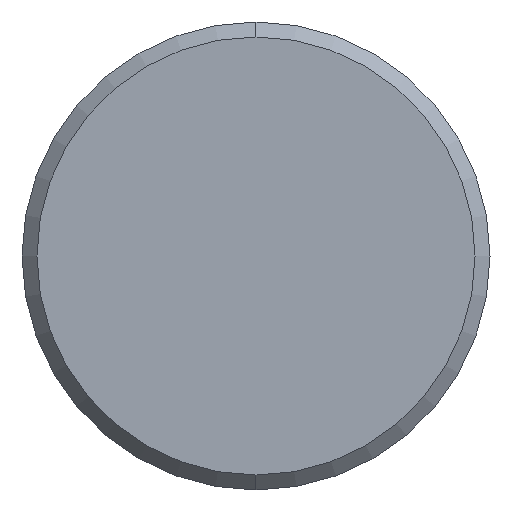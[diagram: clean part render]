
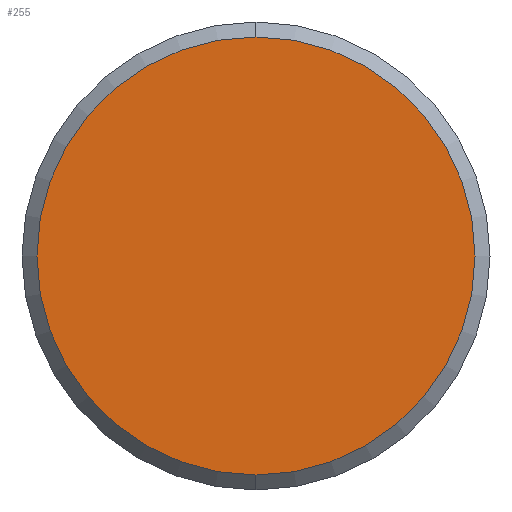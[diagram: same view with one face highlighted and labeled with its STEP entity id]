
A CAD part, left-side view. The second image highlights one B-rep face of the part: STEP entity #255.
In plain terms, the highlighted planar face has unit normal (-1, 0, 0).
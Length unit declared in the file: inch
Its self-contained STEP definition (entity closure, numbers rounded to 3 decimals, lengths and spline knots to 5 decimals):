
#214 = DIRECTION ( 'NONE',  ( -1., 0., 0. ) ) ;
#255 = ADVANCED_FACE ( 'NONE', ( #2552 ), #1649, .T. ) ;
#266 = AXIS2_PLACEMENT_3D ( 'NONE', #1771, #1469, #1687 ) ;
#324 = ORIENTED_EDGE ( 'NONE', *, *, #429, .T. ) ;
#408 = CARTESIAN_POINT ( 'NONE',  ( 0., 0., -0.29235 ) ) ;
#429 = EDGE_CURVE ( 'NONE', #2473, #435, #1482, .T. ) ;
#435 = VERTEX_POINT ( 'NONE', #2028 ) ;
#508 = DIRECTION ( 'NONE',  ( 0., 0., 1. ) ) ;
#520 = EDGE_CURVE ( 'NONE', #435, #2473, #1475, .T. ) ;
#987 = AXIS2_PLACEMENT_3D ( 'NONE', #2611, #214, #508 ) ;
#1041 = DIRECTION ( 'NONE',  ( -1., 0., 0. ) ) ;
#1342 = ORIENTED_EDGE ( 'NONE', *, *, #520, .T. ) ;
#1469 = DIRECTION ( 'NONE',  ( -1., 0., 0. ) ) ;
#1475 = CIRCLE ( 'NONE', #266, 0.29235 ) ;
#1482 = CIRCLE ( 'NONE', #987, 0.29235 ) ;
#1649 = PLANE ( 'NONE',  #3635 ) ;
#1687 = DIRECTION ( 'NONE',  ( 0., 0., 1. ) ) ;
#1771 = CARTESIAN_POINT ( 'NONE',  ( 0., 0., 0. ) ) ;
#2008 = EDGE_LOOP ( 'NONE', ( #324, #1342 ) ) ;
#2028 = CARTESIAN_POINT ( 'NONE',  ( 0., 0., 0.29235 ) ) ;
#2473 = VERTEX_POINT ( 'NONE', #408 ) ;
#2505 = DIRECTION ( 'NONE',  ( 0., 0., 1. ) ) ;
#2552 = FACE_OUTER_BOUND ( 'NONE', #2008, .T. ) ;
#2611 = CARTESIAN_POINT ( 'NONE',  ( 0., 0., 0. ) ) ;
#3429 = CARTESIAN_POINT ( 'NONE',  ( 0., 0., 0. ) ) ;
#3635 = AXIS2_PLACEMENT_3D ( 'NONE', #3429, #1041, #2505 ) ;
